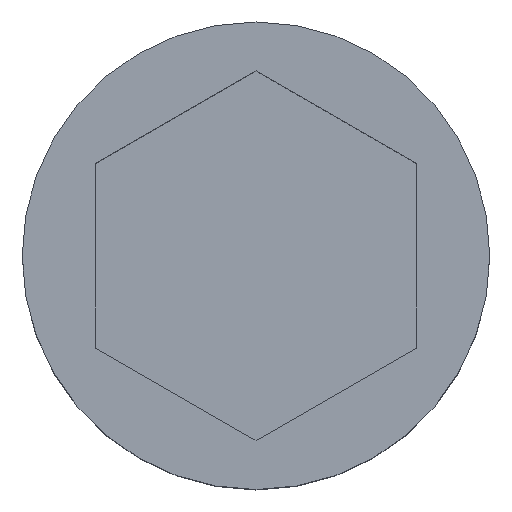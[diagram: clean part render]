
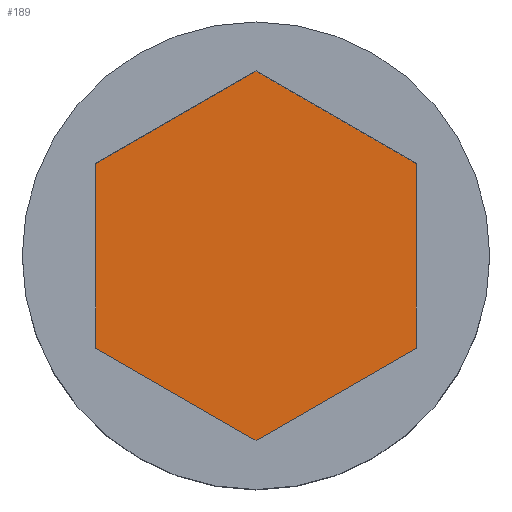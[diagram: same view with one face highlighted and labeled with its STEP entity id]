
A CAD part, top view. The second image highlights one B-rep face of the part: STEP entity #189.
In plain terms, the highlighted planar face has unit normal (0, 0, 1).
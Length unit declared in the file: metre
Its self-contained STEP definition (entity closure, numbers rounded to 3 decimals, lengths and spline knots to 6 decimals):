
#19=LINE('',#300,#37);
#22=LINE('',#306,#40);
#24=LINE('',#310,#42);
#26=LINE('',#314,#44);
#28=LINE('',#318,#46);
#29=LINE('',#320,#47);
#37=VECTOR('',#248,1.);
#40=VECTOR('',#253,1.);
#42=VECTOR('',#257,1.);
#44=VECTOR('',#261,1.);
#46=VECTOR('',#265,1.);
#47=VECTOR('',#268,1.);
#57=PLANE('',#218);
#96=ORIENTED_EDGE('',*,*,#113,.T.);
#97=ORIENTED_EDGE('',*,*,#116,.T.);
#98=ORIENTED_EDGE('',*,*,#118,.T.);
#99=ORIENTED_EDGE('',*,*,#120,.T.);
#100=ORIENTED_EDGE('',*,*,#122,.T.);
#101=ORIENTED_EDGE('',*,*,#123,.T.);
#113=EDGE_CURVE('',#135,#134,#19,.T.);
#116=EDGE_CURVE('',#134,#136,#22,.T.);
#118=EDGE_CURVE('',#136,#137,#24,.T.);
#120=EDGE_CURVE('',#137,#138,#26,.T.);
#122=EDGE_CURVE('',#138,#139,#28,.T.);
#123=EDGE_CURVE('',#139,#135,#29,.T.);
#134=VERTEX_POINT('',#299);
#135=VERTEX_POINT('',#301);
#136=VERTEX_POINT('',#305);
#137=VERTEX_POINT('',#309);
#138=VERTEX_POINT('',#313);
#139=VERTEX_POINT('',#317);
#159=EDGE_LOOP('',(#96,#97,#98,#99,#100,#101));
#175=FACE_BOUND('',#159,.T.);
#189=ADVANCED_FACE('',(#175),#57,.T.);
#218=AXIS2_PLACEMENT_3D('',#321,#269,#270);
#248=DIRECTION('',(0.866,0.5,0.));
#253=DIRECTION('',(0.,1.,0.));
#257=DIRECTION('',(-0.866,0.5,0.));
#261=DIRECTION('',(-0.866,-0.5,0.));
#265=DIRECTION('',(0.,-1.,0.));
#268=DIRECTION('',(0.866,-0.5,0.));
#269=DIRECTION('',(0.,0.,1.));
#270=DIRECTION('',(1.,0.,0.));
#299=CARTESIAN_POINT('',(0.002567,-0.001482,0.0145));
#300=CARTESIAN_POINT('',(0.001283,-0.002223,0.0145));
#301=CARTESIAN_POINT('',(0.,-0.002964,0.0145));
#305=CARTESIAN_POINT('',(0.002567,0.001482,0.0145));
#306=CARTESIAN_POINT('',(0.002567,0.,0.0145));
#309=CARTESIAN_POINT('',(0.,0.002964,0.0145));
#310=CARTESIAN_POINT('',(0.001283,0.002223,0.0145));
#313=CARTESIAN_POINT('',(-0.002567,0.001482,0.0145));
#314=CARTESIAN_POINT('',(-0.001283,0.002223,0.0145));
#317=CARTESIAN_POINT('',(-0.002567,-0.001482,0.0145));
#318=CARTESIAN_POINT('',(-0.002567,0.,0.0145));
#320=CARTESIAN_POINT('',(-0.001283,-0.002223,0.0145));
#321=CARTESIAN_POINT('',(0.,0.,0.0145));
